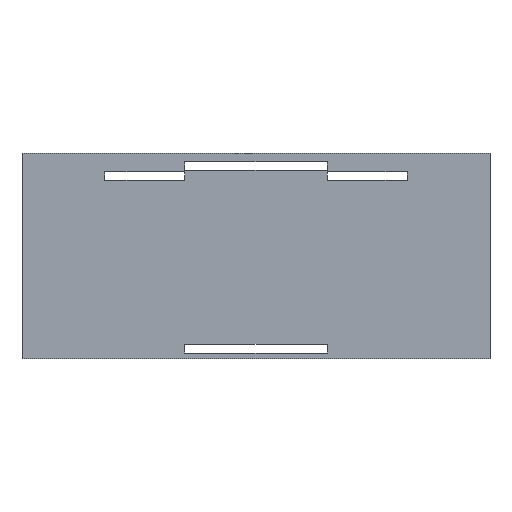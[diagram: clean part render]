
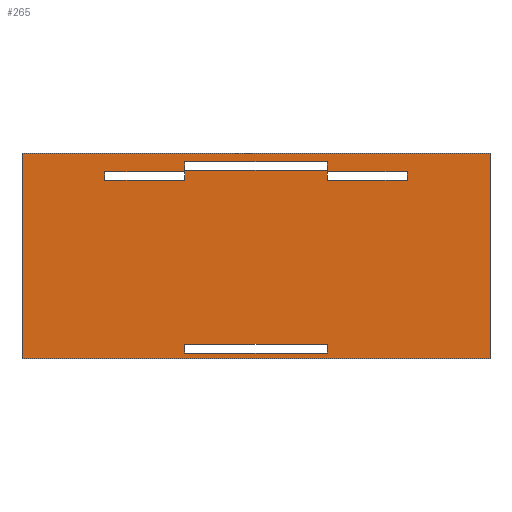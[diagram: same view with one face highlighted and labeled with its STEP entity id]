
A CAD part, left-side view. The second image highlights one B-rep face of the part: STEP entity #265.
In plain terms, the highlighted planar face has unit normal (-1, 0, 0).
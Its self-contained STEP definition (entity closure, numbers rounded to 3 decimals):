
#64=CARTESIAN_POINT('',(82.,-82.,150.));
#65=VERTEX_POINT('',#64);
#66=CARTESIAN_POINT('',(82.,82.,150.));
#67=VERTEX_POINT('',#66);
#68=CARTESIAN_POINT('',(82.,-82.,150.));
#69=DIRECTION('',(-0.,1.,0.));
#70=VECTOR('',#69,164.);
#71=LINE('',#68,#70);
#72=EDGE_CURVE('',#65,#67,#71,.T.);
#99=CARTESIAN_POINT('',(82.,0.,0.));
#100=DIRECTION('',(-1.,-0.,0.));
#101=DIRECTION('',(0.,0.,-1.));
#102=AXIS2_PLACEMENT_3D('',#99,#100,#101);
#103=PLANE('',#102);
#104=CARTESIAN_POINT('',(82.,-25.,83.));
#105=VERTEX_POINT('',#104);
#106=CARTESIAN_POINT('',(82.,25.,83.));
#107=VERTEX_POINT('',#106);
#108=CARTESIAN_POINT('',(82.,-25.,83.));
#109=DIRECTION('',(-0.,1.,0.));
#110=VECTOR('',#109,50.);
#111=LINE('',#108,#110);
#112=EDGE_CURVE('',#105,#107,#111,.T.);
#113=ORIENTED_EDGE('',*,*,#112,.F.);
#114=CARTESIAN_POINT('',(82.,-25.,80.));
#115=VERTEX_POINT('',#114);
#116=CARTESIAN_POINT('',(82.,-25.,83.));
#117=DIRECTION('',(0.,0.,-1.));
#118=VECTOR('',#117,3.);
#119=LINE('',#116,#118);
#120=EDGE_CURVE('',#105,#115,#119,.T.);
#121=ORIENTED_EDGE('',*,*,#120,.T.);
#122=CARTESIAN_POINT('',(82.,25.,80.));
#123=VERTEX_POINT('',#122);
#124=CARTESIAN_POINT('',(82.,25.,80.));
#125=DIRECTION('',(0.,-1.,0.));
#126=VECTOR('',#125,50.);
#127=LINE('',#124,#126);
#128=EDGE_CURVE('',#123,#115,#127,.T.);
#129=ORIENTED_EDGE('',*,*,#128,.F.);
#130=CARTESIAN_POINT('',(82.,25.,80.));
#131=DIRECTION('',(0.,0.,1.));
#132=VECTOR('',#131,3.);
#133=LINE('',#130,#132);
#134=EDGE_CURVE('',#123,#107,#133,.T.);
#135=ORIENTED_EDGE('',*,*,#134,.T.);
#136=EDGE_LOOP('',(#113,#121,#129,#135));
#137=FACE_BOUND('',#136,.T.);
#138=CARTESIAN_POINT('',(82.,-53.,143.504));
#139=VERTEX_POINT('',#138);
#140=CARTESIAN_POINT('',(82.,-25.,143.504));
#141=VERTEX_POINT('',#140);
#142=CARTESIAN_POINT('',(82.,-53.,143.504));
#143=DIRECTION('',(-0.,1.,0.));
#144=VECTOR('',#143,28.);
#145=LINE('',#142,#144);
#146=EDGE_CURVE('',#139,#141,#145,.T.);
#147=ORIENTED_EDGE('',*,*,#146,.F.);
#148=CARTESIAN_POINT('',(82.,-53.,140.504));
#149=VERTEX_POINT('',#148);
#150=CARTESIAN_POINT('',(82.,-53.,143.504));
#151=DIRECTION('',(-0.,-0.,-1.));
#152=VECTOR('',#151,3.);
#153=LINE('',#150,#152);
#154=EDGE_CURVE('',#139,#149,#153,.T.);
#155=ORIENTED_EDGE('',*,*,#154,.T.);
#156=CARTESIAN_POINT('',(82.,-25.,140.504));
#157=VERTEX_POINT('',#156);
#158=CARTESIAN_POINT('',(82.,-25.,140.504));
#159=DIRECTION('',(0.,-1.,0.));
#160=VECTOR('',#159,28.);
#161=LINE('',#158,#160);
#162=EDGE_CURVE('',#157,#149,#161,.T.);
#163=ORIENTED_EDGE('',*,*,#162,.F.);
#164=CARTESIAN_POINT('',(82.,-25.,143.504));
#165=DIRECTION('',(0.,0.,-1.));
#166=VECTOR('',#165,3.);
#167=LINE('',#164,#166);
#168=EDGE_CURVE('',#141,#157,#167,.T.);
#169=ORIENTED_EDGE('',*,*,#168,.F.);
#170=EDGE_LOOP('',(#147,#155,#163,#169));
#171=FACE_BOUND('',#170,.T.);
#172=CARTESIAN_POINT('',(82.,25.,143.504));
#173=VERTEX_POINT('',#172);
#174=CARTESIAN_POINT('',(82.,53.,143.504));
#175=VERTEX_POINT('',#174);
#176=CARTESIAN_POINT('',(82.,25.,143.504));
#177=DIRECTION('',(-0.,1.,0.));
#178=VECTOR('',#177,28.);
#179=LINE('',#176,#178);
#180=EDGE_CURVE('',#173,#175,#179,.T.);
#181=ORIENTED_EDGE('',*,*,#180,.F.);
#182=CARTESIAN_POINT('',(82.,25.,140.504));
#183=VERTEX_POINT('',#182);
#184=CARTESIAN_POINT('',(82.,25.,143.504));
#185=DIRECTION('',(0.,0.,-1.));
#186=VECTOR('',#185,3.);
#187=LINE('',#184,#186);
#188=EDGE_CURVE('',#173,#183,#187,.T.);
#189=ORIENTED_EDGE('',*,*,#188,.T.);
#190=CARTESIAN_POINT('',(82.,53.,140.504));
#191=VERTEX_POINT('',#190);
#192=CARTESIAN_POINT('',(82.,53.,140.504));
#193=DIRECTION('',(0.,-1.,0.));
#194=VECTOR('',#193,28.);
#195=LINE('',#192,#194);
#196=EDGE_CURVE('',#191,#183,#195,.T.);
#197=ORIENTED_EDGE('',*,*,#196,.F.);
#198=CARTESIAN_POINT('',(82.,53.,143.504));
#199=DIRECTION('',(0.,0.,-1.));
#200=VECTOR('',#199,3.);
#201=LINE('',#198,#200);
#202=EDGE_CURVE('',#175,#191,#201,.T.);
#203=ORIENTED_EDGE('',*,*,#202,.F.);
#204=EDGE_LOOP('',(#181,#189,#197,#203));
#205=FACE_BOUND('',#204,.T.);
#206=CARTESIAN_POINT('',(82.,25.,147.));
#207=VERTEX_POINT('',#206);
#208=CARTESIAN_POINT('',(82.,25.,144.));
#209=VERTEX_POINT('',#208);
#210=CARTESIAN_POINT('',(82.,25.,147.));
#211=DIRECTION('',(0.,0.,-1.));
#212=VECTOR('',#211,3.);
#213=LINE('',#210,#212);
#214=EDGE_CURVE('',#207,#209,#213,.T.);
#215=ORIENTED_EDGE('',*,*,#214,.F.);
#216=CARTESIAN_POINT('',(82.,-25.,147.));
#217=VERTEX_POINT('',#216);
#218=CARTESIAN_POINT('',(82.,-25.,147.));
#219=DIRECTION('',(-0.,1.,0.));
#220=VECTOR('',#219,50.);
#221=LINE('',#218,#220);
#222=EDGE_CURVE('',#217,#207,#221,.T.);
#223=ORIENTED_EDGE('',*,*,#222,.F.);
#224=CARTESIAN_POINT('',(82.,-25.,144.));
#225=VERTEX_POINT('',#224);
#226=CARTESIAN_POINT('',(82.,-25.,144.));
#227=DIRECTION('',(0.,0.,1.));
#228=VECTOR('',#227,3.);
#229=LINE('',#226,#228);
#230=EDGE_CURVE('',#225,#217,#229,.T.);
#231=ORIENTED_EDGE('',*,*,#230,.F.);
#232=CARTESIAN_POINT('',(82.,25.,144.));
#233=DIRECTION('',(0.,-1.,0.));
#234=VECTOR('',#233,50.);
#235=LINE('',#232,#234);
#236=EDGE_CURVE('',#209,#225,#235,.T.);
#237=ORIENTED_EDGE('',*,*,#236,.F.);
#238=EDGE_LOOP('',(#215,#223,#231,#237));
#239=FACE_BOUND('',#238,.T.);
#240=CARTESIAN_POINT('',(82.,-82.,78.));
#241=VERTEX_POINT('',#240);
#242=CARTESIAN_POINT('',(82.,-82.,78.));
#243=DIRECTION('',(0.,0.,1.));
#244=VECTOR('',#243,72.);
#245=LINE('',#242,#244);
#246=EDGE_CURVE('',#241,#65,#245,.T.);
#247=ORIENTED_EDGE('',*,*,#246,.T.);
#248=ORIENTED_EDGE('',*,*,#72,.T.);
#249=CARTESIAN_POINT('',(82.,82.,78.));
#250=VERTEX_POINT('',#249);
#251=CARTESIAN_POINT('',(82.,82.,78.));
#252=DIRECTION('',(0.,0.,1.));
#253=VECTOR('',#252,72.);
#254=LINE('',#251,#253);
#255=EDGE_CURVE('',#250,#67,#254,.T.);
#256=ORIENTED_EDGE('',*,*,#255,.F.);
#257=CARTESIAN_POINT('',(82.,82.,78.));
#258=DIRECTION('',(0.,-1.,-0.));
#259=VECTOR('',#258,164.);
#260=LINE('',#257,#259);
#261=EDGE_CURVE('',#250,#241,#260,.T.);
#262=ORIENTED_EDGE('',*,*,#261,.T.);
#263=EDGE_LOOP('',(#247,#248,#256,#262));
#264=FACE_BOUND('',#263,.T.);
#265=ADVANCED_FACE('',(#137,#171,#205,#239,#264),#103,.T.);
